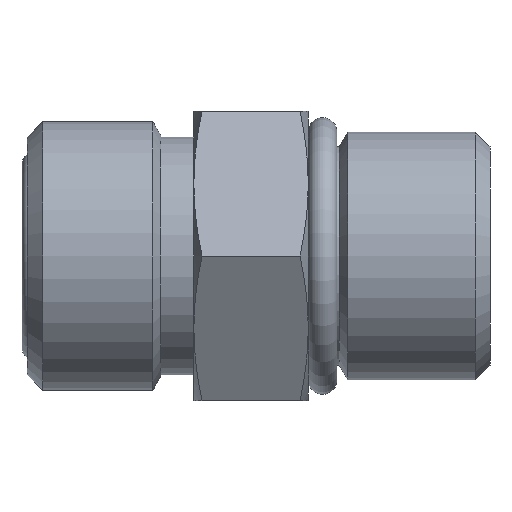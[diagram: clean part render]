
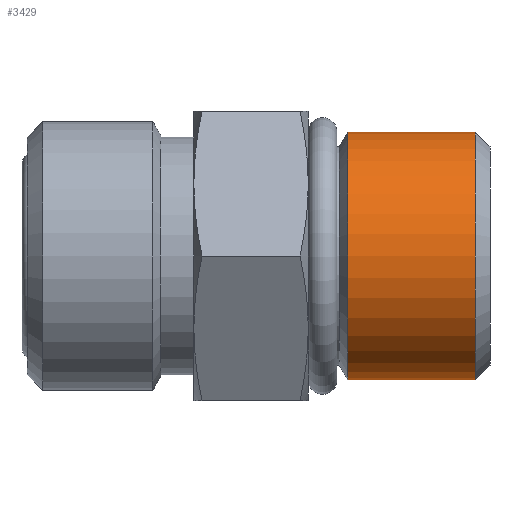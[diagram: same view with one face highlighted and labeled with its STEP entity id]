
A CAD part, front view. The second image highlights one B-rep face of the part: STEP entity #3429.
In plain terms, the highlighted cylindrical face has radius 9.525 mm (diameter 19.05 mm), a full revolution.
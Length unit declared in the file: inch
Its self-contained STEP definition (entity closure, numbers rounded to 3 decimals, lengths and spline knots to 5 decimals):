
#3398=CARTESIAN_POINT('',(0.4654,0.,-0.375));
#3399=VERTEX_POINT('',#3398);
#3400=CARTESIAN_POINT('',(0.4654,0.,0.));
#3401=DIRECTION('',(-1.0,0.0,0.0));
#3402=DIRECTION('',(0.0,0.0,1.0));
#3403=AXIS2_PLACEMENT_3D('',#3400,#3401,#3402);
#3404=CIRCLE('',#3403,0.375);
#3405=EDGE_CURVE('',#3399,#3399,#3404,.T.);
#3410=CARTESIAN_POINT('',(0.346,0.,0.));
#3411=DIRECTION('',(1.0,0.0,0.0));
#3412=DIRECTION('',(0.0,0.0,1.0));
#3413=AXIS2_PLACEMENT_3D('',#3410,#3411,#3412);
#3414=CYLINDRICAL_SURFACE('',#3413,0.375);
#3415=CARTESIAN_POINT('',(0.851,0.,-0.375));
#3416=VERTEX_POINT('',#3415);
#3417=CARTESIAN_POINT('',(0.851,0.,0.));
#3418=DIRECTION('',(1.0,0.0,0.0));
#3419=DIRECTION('',(0.0,0.0,1.0));
#3420=AXIS2_PLACEMENT_3D('',#3417,#3418,#3419);
#3421=CIRCLE('',#3420,0.375);
#3422=EDGE_CURVE('',#3416,#3416,#3421,.T.);
#3423=ORIENTED_EDGE('',*,*,#3422,.F.);
#3424=EDGE_LOOP('',(#3423));
#3425=FACE_OUTER_BOUND('',#3424,.T.);
#3426=ORIENTED_EDGE('',*,*,#3405,.F.);
#3427=EDGE_LOOP('',(#3426));
#3428=FACE_BOUND('',#3427,.T.);
#3429=ADVANCED_FACE('',(#3425,#3428),#3414,.T.);
